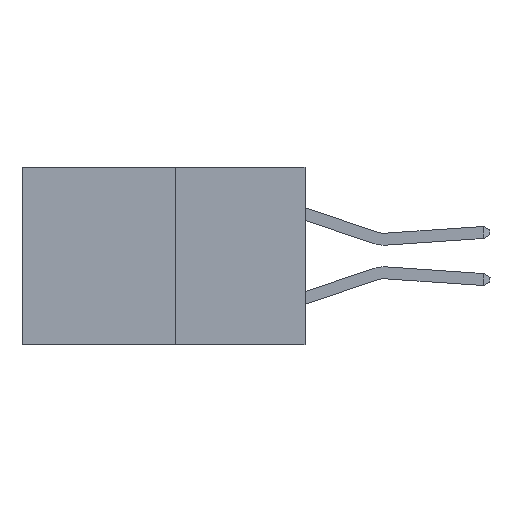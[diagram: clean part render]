
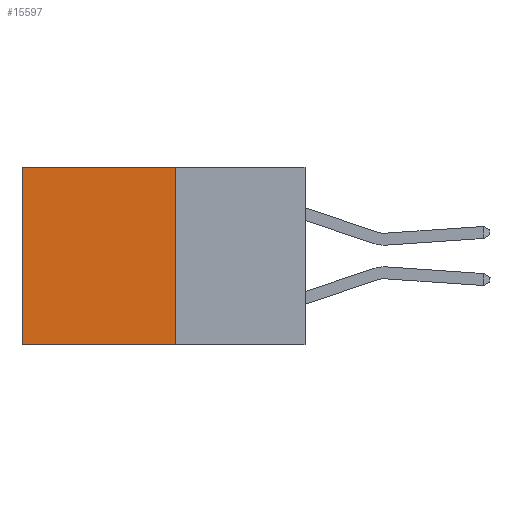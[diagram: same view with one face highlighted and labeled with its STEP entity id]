
A CAD part, left-side view. The second image highlights one B-rep face of the part: STEP entity #15597.
In plain terms, the highlighted planar face has unit normal (-1, 0, 0).
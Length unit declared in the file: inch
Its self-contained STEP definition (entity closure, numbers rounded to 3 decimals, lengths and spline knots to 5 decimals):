
#2313 = AXIS2_PLACEMENT_3D ( 'NONE', #2768, #7521, #18155 ) ;
#2380 = VERTEX_POINT ( 'NONE', #6864 ) ;
#2473 = LINE ( 'NONE', #4352, #17420 ) ;
#2768 = CARTESIAN_POINT ( 'NONE',  ( 0.277, 0.27, -0.37 ) ) ;
#2855 = LINE ( 'NONE', #16523, #10605 ) ;
#3058 = DIRECTION ( 'NONE',  ( 0., 0., -1. ) ) ;
#3377 = EDGE_CURVE ( 'NONE', #9333, #6829, #16034, .T. ) ;
#3911 = EDGE_CURVE ( 'NONE', #6829, #17183, #2473, .T. ) ;
#4352 = CARTESIAN_POINT ( 'NONE',  ( 0.277, 0.59, -0.37 ) ) ;
#5114 = CARTESIAN_POINT ( 'NONE',  ( 0.277, 0.27, 0. ) ) ;
#6013 = CARTESIAN_POINT ( 'NONE',  ( 0.277, 0.27, 0. ) ) ;
#6130 = ORIENTED_EDGE ( 'NONE', *, *, #3911, .T. ) ;
#6211 = ORIENTED_EDGE ( 'NONE', *, *, #6402, .F. ) ;
#6402 = EDGE_CURVE ( 'NONE', #2380, #17183, #2855, .T. ) ;
#6829 = VERTEX_POINT ( 'NONE', #18942 ) ;
#6864 = CARTESIAN_POINT ( 'NONE',  ( 0.277, 0.27, -0.37 ) ) ;
#7521 = DIRECTION ( 'NONE',  ( 1., 0., 0. ) ) ;
#7918 = VECTOR ( 'NONE', #18575, 39.37008 ) ;
#9333 = VERTEX_POINT ( 'NONE', #5114 ) ;
#10605 = VECTOR ( 'NONE', #18037, 39.37008 ) ;
#11632 = ORIENTED_EDGE ( 'NONE', *, *, #3377, .T. ) ;
#12491 = ORIENTED_EDGE ( 'NONE', *, *, #15026, .F. ) ;
#14052 = CARTESIAN_POINT ( 'NONE',  ( 0.277, 0.27, -0.37 ) ) ;
#14846 = FACE_OUTER_BOUND ( 'NONE', #18425, .T. ) ;
#15026 = EDGE_CURVE ( 'NONE', #9333, #2380, #19619, .T. ) ;
#15597 = ADVANCED_FACE ( 'NONE', ( #14846 ), #16649, .F. ) ;
#16034 = LINE ( 'NONE', #6013, #7918 ) ;
#16523 = CARTESIAN_POINT ( 'NONE',  ( 0.277, 0.27, -0.37 ) ) ;
#16649 = PLANE ( 'NONE',  #2313 ) ;
#17183 = VERTEX_POINT ( 'NONE', #19623 ) ;
#17420 = VECTOR ( 'NONE', #3058, 39.37008 ) ;
#18037 = DIRECTION ( 'NONE',  ( 0., 1., 0. ) ) ;
#18155 = DIRECTION ( 'NONE',  ( 0., 0., -1. ) ) ;
#18425 = EDGE_LOOP ( 'NONE', ( #6130, #6211, #12491, #11632 ) ) ;
#18561 = DIRECTION ( 'NONE',  ( 0., 0., -1. ) ) ;
#18575 = DIRECTION ( 'NONE',  ( 0., 1., 0. ) ) ;
#18942 = CARTESIAN_POINT ( 'NONE',  ( 0.277, 0.59, 0. ) ) ;
#19147 = VECTOR ( 'NONE', #18561, 39.37008 ) ;
#19619 = LINE ( 'NONE', #14052, #19147 ) ;
#19623 = CARTESIAN_POINT ( 'NONE',  ( 0.277, 0.59, -0.37 ) ) ;
